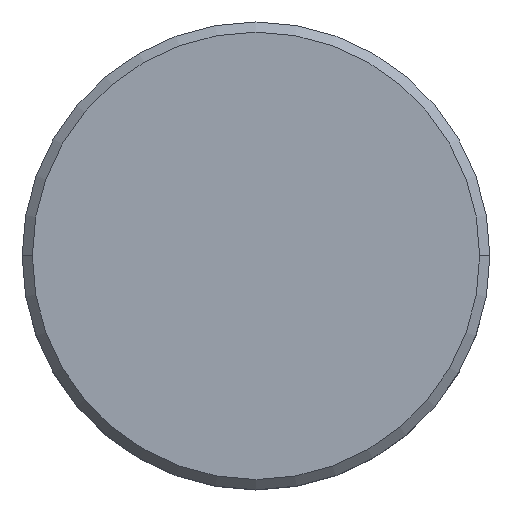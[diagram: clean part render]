
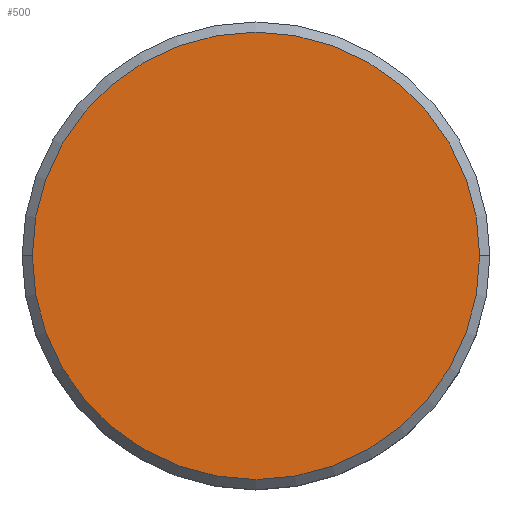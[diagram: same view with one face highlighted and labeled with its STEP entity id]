
A CAD part, top view. The second image highlights one B-rep face of the part: STEP entity #500.
In plain terms, the highlighted planar face has unit normal (0, 0, 1).
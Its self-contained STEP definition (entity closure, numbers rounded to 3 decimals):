
#44 = VERTEX_POINT ( 'NONE', #320 ) ;
#50 = DIRECTION ( 'NONE',  ( 0., 0., 1. ) ) ;
#119 = CARTESIAN_POINT ( 'NONE',  ( 0., 0., 0. ) ) ;
#169 = VERTEX_POINT ( 'NONE', #478 ) ;
#222 = CIRCLE ( 'NONE', #286, 11. ) ;
#229 = DIRECTION ( 'NONE',  ( 1., 0., 0. ) ) ;
#233 = DIRECTION ( 'NONE',  ( 0., 0., 1. ) ) ;
#246 = EDGE_LOOP ( 'NONE', ( #534, #554 ) ) ;
#250 = CIRCLE ( 'NONE', #336, 11. ) ;
#258 = EDGE_CURVE ( 'NONE', #169, #44, #250, .T. ) ;
#259 = AXIS2_PLACEMENT_3D ( 'NONE', #503, #50, #367 ) ;
#286 = AXIS2_PLACEMENT_3D ( 'NONE', #119, #388, #337 ) ;
#320 = CARTESIAN_POINT ( 'NONE',  ( -11., 0., 0. ) ) ;
#330 = PLANE ( 'NONE',  #259 ) ;
#336 = AXIS2_PLACEMENT_3D ( 'NONE', #535, #233, #229 ) ;
#337 = DIRECTION ( 'NONE',  ( 1., 0., 0. ) ) ;
#367 = DIRECTION ( 'NONE',  ( 1., 0., 0. ) ) ;
#388 = DIRECTION ( 'NONE',  ( 0., 0., 1. ) ) ;
#423 = FACE_OUTER_BOUND ( 'NONE', #246, .T. ) ;
#478 = CARTESIAN_POINT ( 'NONE',  ( 11., 0., 0. ) ) ;
#500 = ADVANCED_FACE ( 'NONE', ( #423 ), #330, .T. ) ;
#503 = CARTESIAN_POINT ( 'NONE',  ( 0., 0., 0. ) ) ;
#534 = ORIENTED_EDGE ( 'NONE', *, *, #559, .T. ) ;
#535 = CARTESIAN_POINT ( 'NONE',  ( 0., 0., 0. ) ) ;
#554 = ORIENTED_EDGE ( 'NONE', *, *, #258, .T. ) ;
#559 = EDGE_CURVE ( 'NONE', #44, #169, #222, .T. ) ;
